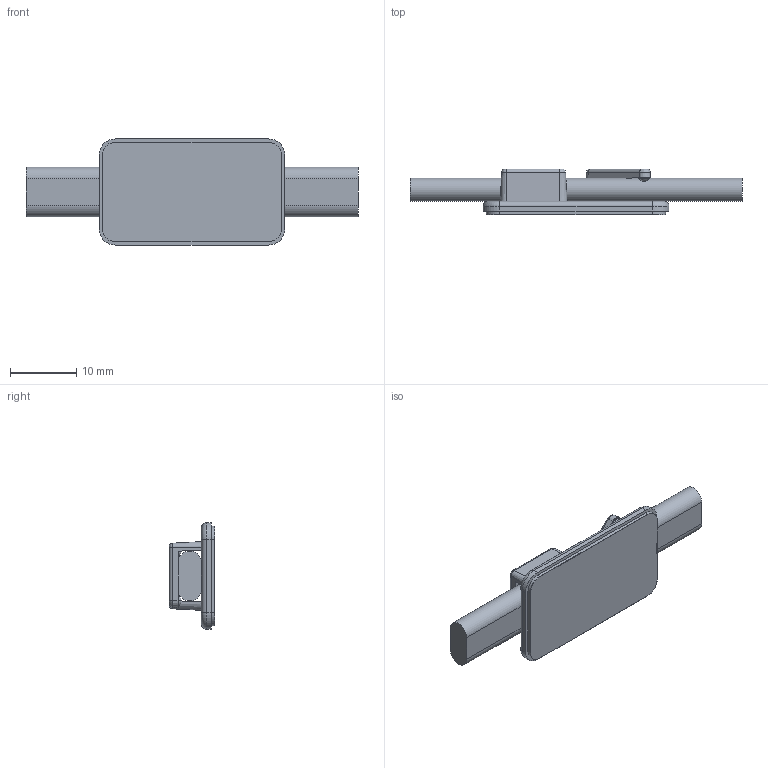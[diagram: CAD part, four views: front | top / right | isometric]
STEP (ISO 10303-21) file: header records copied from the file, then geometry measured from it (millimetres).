
FILE_DESCRIPTION((''),'2;1');
FILE_NAME('CABLE_HOLDER_A_1_ASM','2020-06-27T',('Roland'),(''),'PRO/ENGINEER BY PARAMETRIC TECHNOLOGY CORPORATION, 2012130','PRO/ENGINEER BY PARAMETRIC TECHNOLOGY CORPORATION, 2012130','');
FILE_SCHEMA(('CONFIG_CONTROL_DESIGN'));
Length unit declared in the file: millimetre
Products named in the file (6): CABLE_HOLDER_A_1; ADHESIVE_PAD_A_1; PROTECTING_FOIL_A_1; ADHESIVE_PAD_A_1_ASM; CABLE_DUMMY_A_1; CABLE_HOLDER_A_1_ASM
Assembly tree (5 placements, depth 3):
  CABLE_HOLDER_A_1_ASM
    CABLE_HOLDER_A_1
    ADHESIVE_PAD_A_1_ASM
      ADHESIVE_PAD_A_1
      PROTECTING_FOIL_A_1
    CABLE_DUMMY_A_1
Bounding box: 50 x 6.9 x 16 mm (x, y, z)
Volume: 2130.1 mm3; surface area: 3919.4 mm2
Topology: 4 solids, 4 shells, 100 faces, 238 edges, 144 vertices
Faces by surface type: plane 38, cylinder 30, torus 12, cone 10, bspline 6, sphere 4
Entity records: 3351 total; most frequent: CARTESIAN_POINT 629, DIRECTION 546, ORIENTED_EDGE 468, EDGE_CURVE 234, AXIS2_PLACEMENT_3D 213, VERTEX_POINT 144, VECTOR 120, LINE 120
